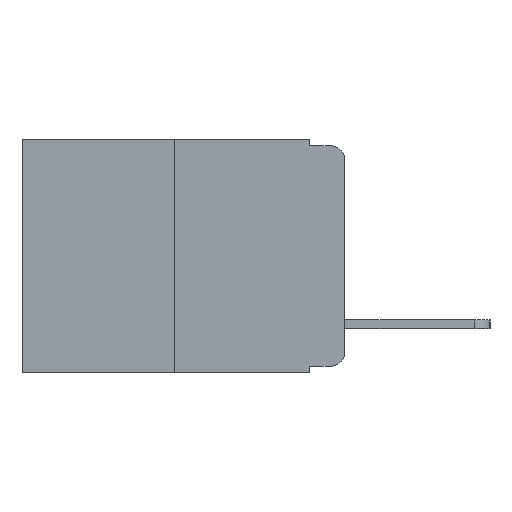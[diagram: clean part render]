
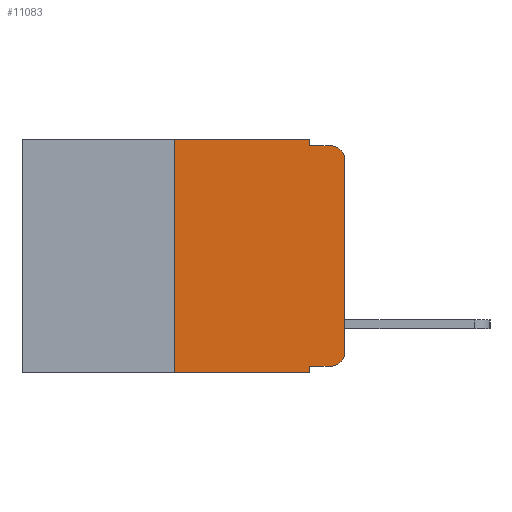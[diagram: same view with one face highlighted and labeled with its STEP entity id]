
A CAD part, left-side view. The second image highlights one B-rep face of the part: STEP entity #11083.
In plain terms, the highlighted planar face has unit normal (-1, 0, 0).
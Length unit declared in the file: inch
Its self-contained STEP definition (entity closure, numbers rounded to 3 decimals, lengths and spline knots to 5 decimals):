
#27 = VERTEX_POINT ( 'NONE', #12805 ) ;
#55 = CIRCLE ( 'NONE', #11896, 0.02 ) ;
#384 = DIRECTION ( 'NONE',  ( 0., -1., 0. ) ) ;
#592 = CARTESIAN_POINT ( 'NONE',  ( 0., 0.051, -0.333 ) ) ;
#1383 = CARTESIAN_POINT ( 'NONE',  ( 0., 0.051, -0.343 ) ) ;
#1402 = DIRECTION ( 'NONE',  ( 0., 0., 1. ) ) ;
#1532 = DIRECTION ( 'NONE',  ( 0., 0., -1. ) ) ;
#1741 = CIRCLE ( 'NONE', #9847, 0.02 ) ;
#1876 = ORIENTED_EDGE ( 'NONE', *, *, #3525, .F. ) ;
#2151 = CARTESIAN_POINT ( 'NONE',  ( 0., 0.02, -0.03 ) ) ;
#2307 = VERTEX_POINT ( 'NONE', #6965 ) ;
#2541 = DIRECTION ( 'NONE',  ( 0., -1., 0. ) ) ;
#2611 = VERTEX_POINT ( 'NONE', #2702 ) ;
#2702 = CARTESIAN_POINT ( 'NONE',  ( 0., 0.051, 0. ) ) ;
#2764 = ORIENTED_EDGE ( 'NONE', *, *, #4036, .T. ) ;
#3082 = DIRECTION ( 'NONE',  ( 0., 0., -1. ) ) ;
#3101 = DIRECTION ( 'NONE',  ( 0., -1., 0. ) ) ;
#3111 = CARTESIAN_POINT ( 'NONE',  ( 0., 0.473, 0. ) ) ;
#3512 = VECTOR ( 'NONE', #13454, 39.37008 ) ;
#3525 = EDGE_CURVE ( 'NONE', #27, #2611, #6395, .T. ) ;
#3615 = VECTOR ( 'NONE', #1532, 39.37008 ) ;
#3751 = ORIENTED_EDGE ( 'NONE', *, *, #4987, .F. ) ;
#3757 = CARTESIAN_POINT ( 'NONE',  ( 0., 0.051, -0.01 ) ) ;
#3837 = ORIENTED_EDGE ( 'NONE', *, *, #4942, .T. ) ;
#4036 = EDGE_CURVE ( 'NONE', #7578, #4188, #10712, .T. ) ;
#4188 = VERTEX_POINT ( 'NONE', #1383 ) ;
#4315 = VECTOR ( 'NONE', #3101, 39.37008 ) ;
#4357 = DIRECTION ( 'NONE',  ( 0., 0., -1. ) ) ;
#4467 = CARTESIAN_POINT ( 'NONE',  ( 0., 0., -0.313 ) ) ;
#4586 = ORIENTED_EDGE ( 'NONE', *, *, #4962, .F. ) ;
#4642 = VECTOR ( 'NONE', #7376, 39.37008 ) ;
#4647 = CARTESIAN_POINT ( 'NONE',  ( 0., 0.25, 0. ) ) ;
#4709 = VERTEX_POINT ( 'NONE', #7442 ) ;
#4758 = DIRECTION ( 'NONE',  ( -1., 0., 0. ) ) ;
#4762 = DIRECTION ( 'NONE',  ( 0., 0., -1. ) ) ;
#4942 = EDGE_CURVE ( 'NONE', #12380, #13663, #10093, .T. ) ;
#4960 = EDGE_CURVE ( 'NONE', #13663, #7175, #1741, .T. ) ;
#4962 = EDGE_CURVE ( 'NONE', #2307, #7175, #7773, .T. ) ;
#4984 = EDGE_CURVE ( 'NONE', #2611, #2307, #9788, .T. ) ;
#4987 = EDGE_CURVE ( 'NONE', #7578, #27, #7122, .T. ) ;
#5008 = EDGE_CURVE ( 'NONE', #8601, #4188, #11856, .T. ) ;
#5029 = EDGE_CURVE ( 'NONE', #8601, #4709, #6488, .T. ) ;
#5053 = EDGE_CURVE ( 'NONE', #4709, #12380, #55, .T. ) ;
#5152 = CARTESIAN_POINT ( 'NONE',  ( 0., 0.473, 0. ) ) ;
#5557 = ORIENTED_EDGE ( 'NONE', *, *, #4960, .T. ) ;
#5587 = CARTESIAN_POINT ( 'NONE',  ( 0., 0., -0.03 ) ) ;
#5693 = CARTESIAN_POINT ( 'NONE',  ( 0., 0.051, -0.333 ) ) ;
#5752 = AXIS2_PLACEMENT_3D ( 'NONE', #5152, #12353, #6272 ) ;
#6272 = DIRECTION ( 'NONE',  ( 0., 0., -1. ) ) ;
#6395 = LINE ( 'NONE', #3111, #3512 ) ;
#6488 = LINE ( 'NONE', #5693, #11524 ) ;
#6630 = FACE_OUTER_BOUND ( 'NONE', #11565, .T. ) ;
#6803 = VECTOR ( 'NONE', #1402, 39.37008 ) ;
#6965 = CARTESIAN_POINT ( 'NONE',  ( 0., 0.051, -0.01 ) ) ;
#7122 = LINE ( 'NONE', #4647, #6803 ) ;
#7175 = VERTEX_POINT ( 'NONE', #12737 ) ;
#7376 = DIRECTION ( 'NONE',  ( 0., 0., 1. ) ) ;
#7442 = CARTESIAN_POINT ( 'NONE',  ( 0., 0.02, -0.333 ) ) ;
#7578 = VERTEX_POINT ( 'NONE', #9313 ) ;
#7637 = CARTESIAN_POINT ( 'NONE',  ( 0., 0., 0. ) ) ;
#7773 = LINE ( 'NONE', #3757, #4315 ) ;
#8525 = CARTESIAN_POINT ( 'NONE',  ( 0., 0.02, -0.313 ) ) ;
#8601 = VERTEX_POINT ( 'NONE', #592 ) ;
#9116 = CARTESIAN_POINT ( 'NONE',  ( 0., 0.051, 0. ) ) ;
#9313 = CARTESIAN_POINT ( 'NONE',  ( 0., 0.25, -0.343 ) ) ;
#9319 = CARTESIAN_POINT ( 'NONE',  ( 0., 0.051, 0. ) ) ;
#9788 = LINE ( 'NONE', #9319, #12215 ) ;
#9847 = AXIS2_PLACEMENT_3D ( 'NONE', #2151, #4758, #4762 ) ;
#9859 = DIRECTION ( 'NONE',  ( -1., 0., 0. ) ) ;
#10093 = LINE ( 'NONE', #7637, #4642 ) ;
#10275 = ORIENTED_EDGE ( 'NONE', *, *, #4984, .F. ) ;
#10712 = LINE ( 'NONE', #13197, #13136 ) ;
#11083 = ADVANCED_FACE ( 'NONE', ( #6630 ), #11282, .F. ) ;
#11282 = PLANE ( 'NONE',  #5752 ) ;
#11524 = VECTOR ( 'NONE', #384, 39.37008 ) ;
#11565 = EDGE_LOOP ( 'NONE', ( #3837, #5557, #4586, #10275, #1876, #3751, #2764, #12549, #12705, #12978 ) ) ;
#11856 = LINE ( 'NONE', #9116, #3615 ) ;
#11896 = AXIS2_PLACEMENT_3D ( 'NONE', #8525, #9859, #3082 ) ;
#12215 = VECTOR ( 'NONE', #4357, 39.37008 ) ;
#12353 = DIRECTION ( 'NONE',  ( 1., 0., 0. ) ) ;
#12380 = VERTEX_POINT ( 'NONE', #4467 ) ;
#12549 = ORIENTED_EDGE ( 'NONE', *, *, #5008, .F. ) ;
#12705 = ORIENTED_EDGE ( 'NONE', *, *, #5029, .T. ) ;
#12737 = CARTESIAN_POINT ( 'NONE',  ( 0., 0.02, -0.01 ) ) ;
#12805 = CARTESIAN_POINT ( 'NONE',  ( 0., 0.25, 0. ) ) ;
#12978 = ORIENTED_EDGE ( 'NONE', *, *, #5053, .T. ) ;
#13136 = VECTOR ( 'NONE', #2541, 39.37008 ) ;
#13197 = CARTESIAN_POINT ( 'NONE',  ( 0., 0.473, -0.343 ) ) ;
#13454 = DIRECTION ( 'NONE',  ( 0., -1., 0. ) ) ;
#13663 = VERTEX_POINT ( 'NONE', #5587 ) ;
